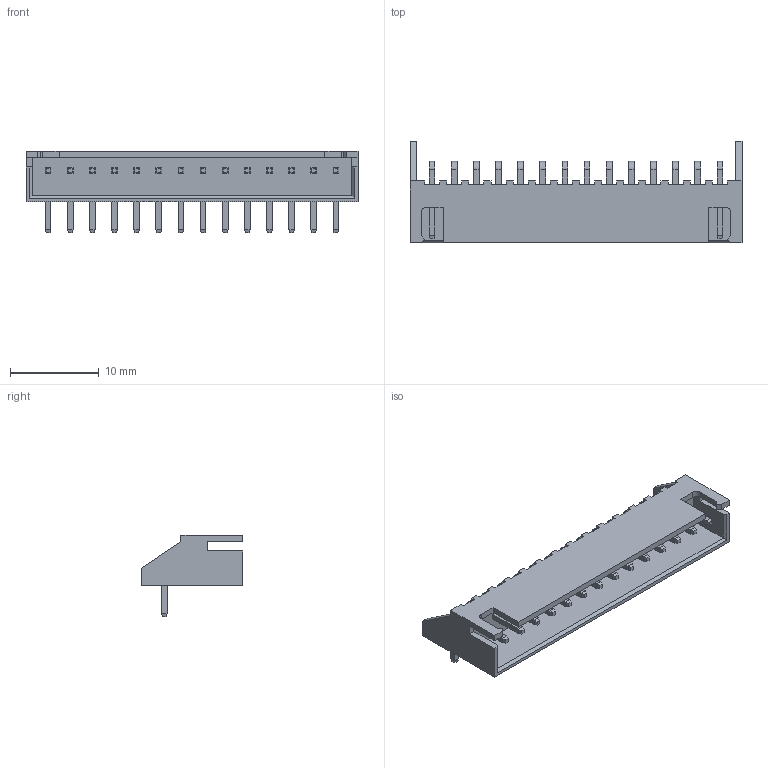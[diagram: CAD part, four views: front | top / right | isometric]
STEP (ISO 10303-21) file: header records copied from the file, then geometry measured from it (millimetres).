
FILE_DESCRIPTION(('STEP AP214'), '1');
FILE_NAME('DS1069-2 CWF-2R', '2018-04-27T07:42:08', ('Chugay'), (''), 'ASCON STEP Converter 1.3', 'ASCON Math Kernel', '');
FILE_SCHEMA(('AUTOMOTIVE_DESIGN { 1 0 10303 214 3 1 1}'));
Length unit declared in the file: millimetre
Bounding box: 37.5 x 11.5 x 9.25 mm (x, y, z)
Volume: 746.4 mm3; surface area: 1994.6 mm2
Topology: 1 solids, 1 shells, 403 faces, 1005 edges, 632 vertices
Faces by surface type: plane 373, cylinder 30
Entity records: 14915 total; most frequent: CARTESIAN_POINT 2041, ORIENTED_EDGE 2010, DIRECTION 1873, EDGE_CURVE 1005, LINE 945, VECTOR 945, VERTEX_POINT 632, AXIS2_PLACEMENT_3D 464
